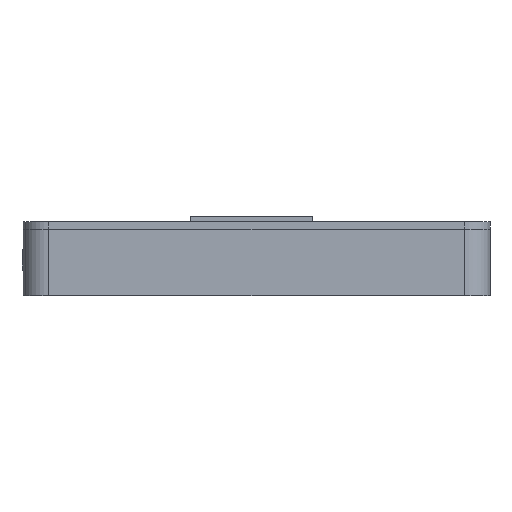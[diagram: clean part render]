
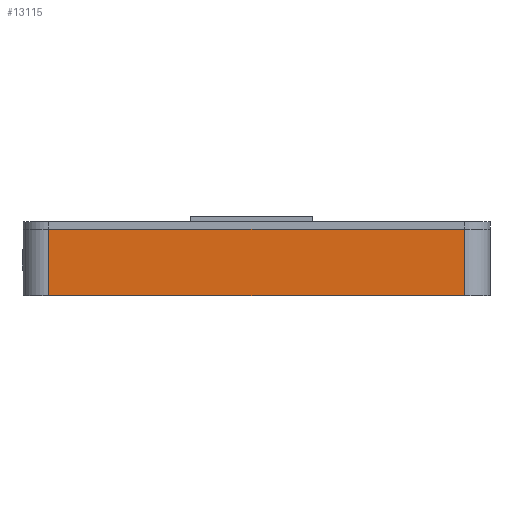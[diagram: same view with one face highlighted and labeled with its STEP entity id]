
A CAD part, front view. The second image highlights one B-rep face of the part: STEP entity #13115.
In plain terms, the highlighted planar face has unit normal (0, -1, 0).
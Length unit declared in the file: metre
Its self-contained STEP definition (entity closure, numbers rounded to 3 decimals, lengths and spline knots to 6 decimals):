
#1634=LINE('',#21528,#2871);
#1635=LINE('',#21531,#2872);
#1636=LINE('',#21533,#2873);
#1637=LINE('',#21535,#2874);
#2871=VECTOR('',#16119,1.);
#2872=VECTOR('',#16120,1.);
#2873=VECTOR('',#16121,1.);
#2874=VECTOR('',#16122,1.);
#3427=PLANE('',#13944);
#6296=ORIENTED_EDGE('',*,*,#8807,.F.);
#6297=ORIENTED_EDGE('',*,*,#8808,.T.);
#6298=ORIENTED_EDGE('',*,*,#8809,.T.);
#6299=ORIENTED_EDGE('',*,*,#8810,.T.);
#8807=EDGE_CURVE('',#10303,#10304,#1634,.T.);
#8808=EDGE_CURVE('',#10303,#10305,#1635,.F.);
#8809=EDGE_CURVE('',#10305,#10306,#1636,.T.);
#8810=EDGE_CURVE('',#10306,#10304,#1637,.T.);
#10303=VERTEX_POINT('',#21529);
#10304=VERTEX_POINT('',#21530);
#10305=VERTEX_POINT('',#21532);
#10306=VERTEX_POINT('',#21534);
#11395=EDGE_LOOP('',(#6296,#6297,#6298,#6299));
#12278=FACE_BOUND('',#11395,.T.);
#13115=ADVANCED_FACE('',(#12278),#3427,.T.);
#13944=AXIS2_PLACEMENT_3D('',#21527,#16117,#16118);
#16117=DIRECTION('',(0.,-1.,0.));
#16118=DIRECTION('',(0.,0.,-1.));
#16119=DIRECTION('',(-1.,0.,0.));
#16120=DIRECTION('',(0.,0.,-1.));
#16121=DIRECTION('',(-1.,0.,0.));
#16122=DIRECTION('',(0.,0.,-1.));
#21527=CARTESIAN_POINT('',(-0.036114,-0.044362,0.013));
#21528=CARTESIAN_POINT('',(-0.036114,-0.044362,0.));
#21529=CARTESIAN_POINT('',(0.004636,-0.044362,0.));
#21530=CARTESIAN_POINT('',(-0.076864,-0.044362,0.));
#21531=CARTESIAN_POINT('',(0.004636,-0.044362,0.013));
#21532=CARTESIAN_POINT('',(0.004636,-0.044362,0.013));
#21533=CARTESIAN_POINT('',(-0.036114,-0.044362,0.013));
#21534=CARTESIAN_POINT('',(-0.076864,-0.044362,0.013));
#21535=CARTESIAN_POINT('',(-0.076864,-0.044362,0.));
